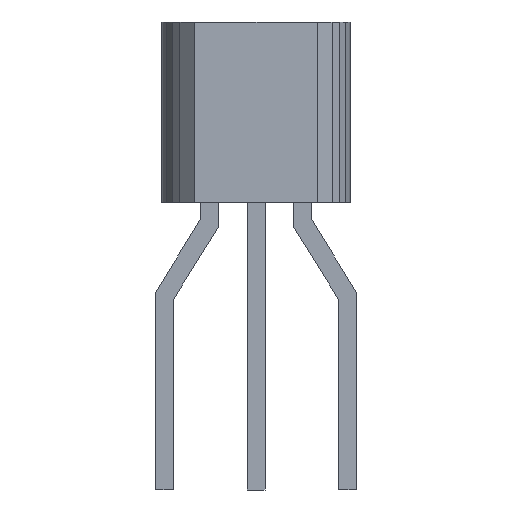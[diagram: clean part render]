
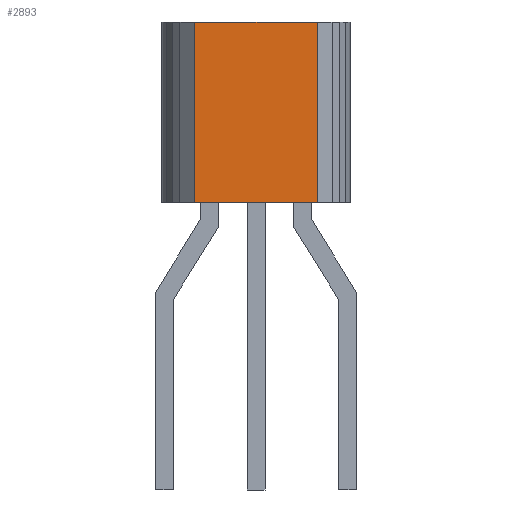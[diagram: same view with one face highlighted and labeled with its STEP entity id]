
A CAD part, front view. The second image highlights one B-rep face of the part: STEP entity #2893.
In plain terms, the highlighted planar face has unit normal (0, -1, 0).
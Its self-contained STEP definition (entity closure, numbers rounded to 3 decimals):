
#3 = DIRECTION ( 'NONE',  ( -1., 0., 0. ) ) ;
#219 = DIRECTION ( 'NONE',  ( 1., 0., 0. ) ) ;
#243 = CARTESIAN_POINT ( 'NONE',  ( 1.7, -2.102, 5. ) ) ;
#269 = EDGE_LOOP ( 'NONE', ( #2272, #1467, #371, #1557 ) ) ;
#371 = ORIENTED_EDGE ( 'NONE', *, *, #1756, .T. ) ;
#407 = VECTOR ( 'NONE', #3027, 1000. ) ;
#470 = DIRECTION ( 'NONE',  ( 0., 0., 1. ) ) ;
#585 = LINE ( 'NONE', #2013, #3068 ) ;
#858 = FACE_OUTER_BOUND ( 'NONE', #269, .T. ) ;
#864 = DIRECTION ( 'NONE',  ( 1., 0., 0. ) ) ;
#1104 = CARTESIAN_POINT ( 'NONE',  ( -1.7, -2.102, 0. ) ) ;
#1193 = CARTESIAN_POINT ( 'NONE',  ( 1.7, -2.102, 0. ) ) ;
#1298 = LINE ( 'NONE', #243, #2481 ) ;
#1467 = ORIENTED_EDGE ( 'NONE', *, *, #1574, .T. ) ;
#1557 = ORIENTED_EDGE ( 'NONE', *, *, #1833, .T. ) ;
#1574 = EDGE_CURVE ( 'NONE', #1601, #2491, #585, .T. ) ;
#1599 = CARTESIAN_POINT ( 'NONE',  ( -1.7, -2.102, 0. ) ) ;
#1601 = VERTEX_POINT ( 'NONE', #1599 ) ;
#1660 = DIRECTION ( 'NONE',  ( 0., -1., 0. ) ) ;
#1756 = EDGE_CURVE ( 'NONE', #2491, #2883, #2630, .T. ) ;
#1833 = EDGE_CURVE ( 'NONE', #2883, #2036, #1298, .T. ) ;
#2004 = VECTOR ( 'NONE', #470, 1000. ) ;
#2013 = CARTESIAN_POINT ( 'NONE',  ( 1.7, -2.102, 0. ) ) ;
#2036 = VERTEX_POINT ( 'NONE', #2744 ) ;
#2129 = PLANE ( 'NONE',  #2861 ) ;
#2245 = CARTESIAN_POINT ( 'NONE',  ( 1.7, -2.102, 0. ) ) ;
#2272 = ORIENTED_EDGE ( 'NONE', *, *, #2758, .T. ) ;
#2481 = VECTOR ( 'NONE', #3, 1000. ) ;
#2491 = VERTEX_POINT ( 'NONE', #2245 ) ;
#2630 = LINE ( 'NONE', #1193, #2004 ) ;
#2744 = CARTESIAN_POINT ( 'NONE',  ( -1.7, -2.102, 5. ) ) ;
#2758 = EDGE_CURVE ( 'NONE', #2036, #1601, #3045, .T. ) ;
#2861 = AXIS2_PLACEMENT_3D ( 'NONE', #3094, #1660, #219 ) ;
#2883 = VERTEX_POINT ( 'NONE', #3083 ) ;
#2893 = ADVANCED_FACE ( 'NONE', ( #858 ), #2129, .T. ) ;
#3027 = DIRECTION ( 'NONE',  ( 0., 0., -1. ) ) ;
#3045 = LINE ( 'NONE', #1104, #407 ) ;
#3068 = VECTOR ( 'NONE', #864, 1000. ) ;
#3083 = CARTESIAN_POINT ( 'NONE',  ( 1.7, -2.102, 5. ) ) ;
#3094 = CARTESIAN_POINT ( 'NONE',  ( 1.7, -2.102, 0. ) ) ;
